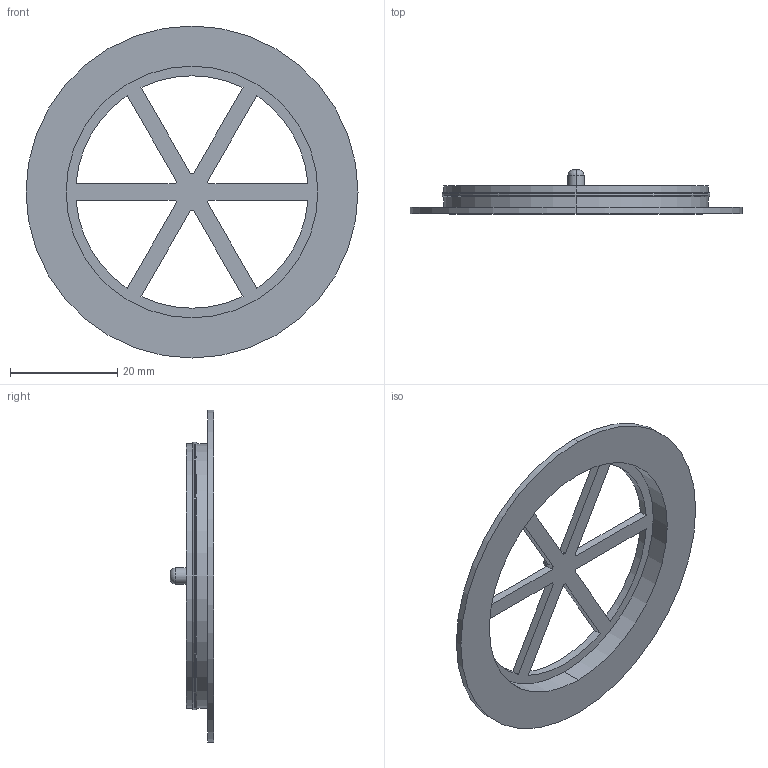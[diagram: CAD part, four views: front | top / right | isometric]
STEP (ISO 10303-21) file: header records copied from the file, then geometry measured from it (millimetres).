
FILE_DESCRIPTION (( 'STEP AP214' ), '1' );
FILE_NAME ('Vent bottom.STEP', '2024-03-15T23:40:05', ( '' ), ( '' ), 'SwSTEP 2.0', 'SolidWorks 2024', '' );
FILE_SCHEMA (( 'AUTOMOTIVE_DESIGN' ));
Length unit declared in the file: millimetre
Products named in the file (1): Vent bottom
Bounding box: 62 x 8.2 x 62 mm (x, y, z)
Volume: 3253.2 mm3; surface area: 5816.2 mm2
Topology: 1 solids, 1 shells, 51 faces, 126 edges, 82 vertices
Faces by surface type: cylinder 26, plane 19, torus 6
Entity records: 1583 total; most frequent: DIRECTION 294, CARTESIAN_POINT 260, ORIENTED_EDGE 252, EDGE_CURVE 126, AXIS2_PLACEMENT_3D 116, VERTEX_POINT 82, EDGE_LOOP 68, CIRCLE 64
